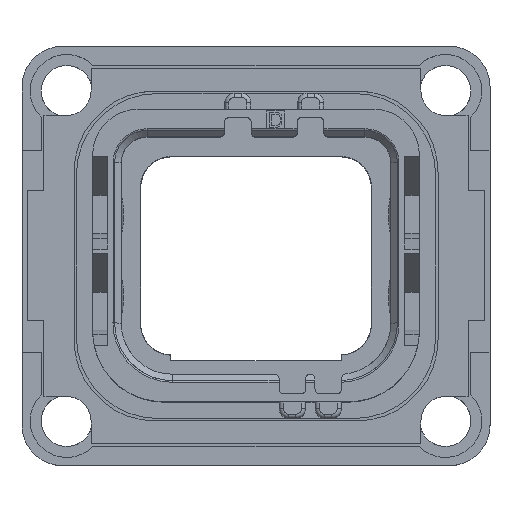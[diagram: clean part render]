
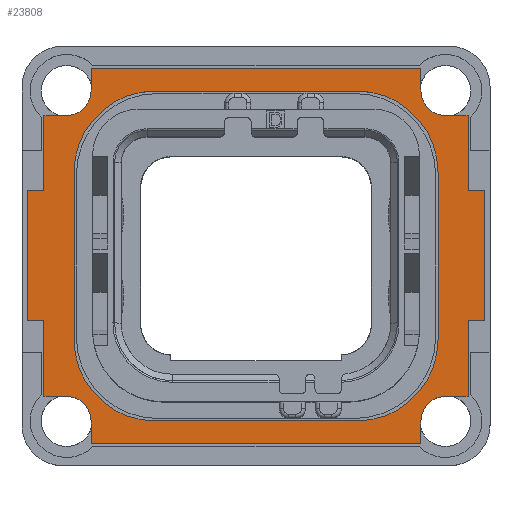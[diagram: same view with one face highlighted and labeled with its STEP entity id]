
A CAD part, top view. The second image highlights one B-rep face of the part: STEP entity #23808.
In plain terms, the highlighted planar face has unit normal (0, 0, 1).
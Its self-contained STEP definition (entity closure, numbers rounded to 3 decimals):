
#685=DIRECTION('',(0.,-1.,0.));
#686=VECTOR('',#685,4.65);
#687=CARTESIAN_POINT('',(-13.05,-4.,2.31));
#688=LINE('',#687,#686);
#689=DIRECTION('',(1.,0.,0.));
#690=VECTOR('',#689,1.);
#691=CARTESIAN_POINT('',(-14.05,-4.,2.31));
#692=LINE('',#691,#690);
#693=DIRECTION('',(0.,-1.,0.));
#694=VECTOR('',#693,8.);
#695=CARTESIAN_POINT('',(-14.05,4.,2.31));
#696=LINE('',#695,#694);
#697=DIRECTION('',(-1.,0.,0.));
#698=VECTOR('',#697,1.);
#699=CARTESIAN_POINT('',(-13.05,4.,2.31));
#700=LINE('',#699,#698);
#701=DIRECTION('',(0.,-1.,0.));
#702=VECTOR('',#701,4.65);
#703=CARTESIAN_POINT('',(-13.05,8.65,2.31));
#704=LINE('',#703,#702);
#705=DIRECTION('',(1.,0.,0.));
#706=VECTOR('',#705,1.4);
#707=CARTESIAN_POINT('',(-13.05,8.65,2.31));
#708=LINE('',#707,#706);
#709=CARTESIAN_POINT('',(-11.65,10.15,2.31));
#710=DIRECTION('',(0.,0.,1.));
#711=DIRECTION('',(0.,-1.,0.));
#712=AXIS2_PLACEMENT_3D('',#709,#710,#711);
#714=DIRECTION('',(0.,-1.,0.));
#715=VECTOR('',#714,1.4);
#716=CARTESIAN_POINT('',(-10.15,11.55,2.31));
#717=LINE('',#716,#715);
#718=DIRECTION('',(-1.,0.,0.));
#719=VECTOR('',#718,20.3);
#720=CARTESIAN_POINT('',(10.15,11.55,2.31));
#721=LINE('',#720,#719);
#722=DIRECTION('',(0.,-1.,0.));
#723=VECTOR('',#722,1.4);
#724=CARTESIAN_POINT('',(10.15,11.55,2.31));
#725=LINE('',#724,#723);
#726=CARTESIAN_POINT('',(11.65,10.15,2.31));
#727=DIRECTION('',(0.,0.,1.));
#728=DIRECTION('',(-1.,0.,0.));
#729=AXIS2_PLACEMENT_3D('',#726,#727,#728);
#731=DIRECTION('',(-1.,0.,0.));
#732=VECTOR('',#731,1.4);
#733=CARTESIAN_POINT('',(13.05,8.65,2.31));
#734=LINE('',#733,#732);
#735=DIRECTION('',(0.,1.,0.));
#736=VECTOR('',#735,4.65);
#737=CARTESIAN_POINT('',(13.05,4.,2.31));
#738=LINE('',#737,#736);
#739=DIRECTION('',(-1.,0.,0.));
#740=VECTOR('',#739,1.);
#741=CARTESIAN_POINT('',(14.05,4.,2.31));
#742=LINE('',#741,#740);
#743=DIRECTION('',(0.,1.,0.));
#744=VECTOR('',#743,8.);
#745=CARTESIAN_POINT('',(14.05,-4.,2.31));
#746=LINE('',#745,#744);
#747=DIRECTION('',(1.,0.,0.));
#748=VECTOR('',#747,1.);
#749=CARTESIAN_POINT('',(13.05,-4.,2.31));
#750=LINE('',#749,#748);
#751=DIRECTION('',(0.,1.,0.));
#752=VECTOR('',#751,4.65);
#753=CARTESIAN_POINT('',(13.05,-8.65,2.31));
#754=LINE('',#753,#752);
#755=DIRECTION('',(-1.,0.,0.));
#756=VECTOR('',#755,1.4);
#757=CARTESIAN_POINT('',(13.05,-8.65,2.31));
#758=LINE('',#757,#756);
#759=CARTESIAN_POINT('',(11.65,-10.15,2.31));
#760=DIRECTION('',(0.,0.,1.));
#761=DIRECTION('',(0.,1.,0.));
#762=AXIS2_PLACEMENT_3D('',#759,#760,#761);
#764=DIRECTION('',(0.,1.,0.));
#765=VECTOR('',#764,1.4);
#766=CARTESIAN_POINT('',(10.15,-11.55,2.31));
#767=LINE('',#766,#765);
#768=DIRECTION('',(1.,0.,0.));
#769=VECTOR('',#768,20.3);
#770=CARTESIAN_POINT('',(-10.15,-11.55,2.31));
#771=LINE('',#770,#769);
#772=DIRECTION('',(0.,1.,0.));
#773=VECTOR('',#772,1.4);
#774=CARTESIAN_POINT('',(-10.15,-11.55,2.31));
#775=LINE('',#774,#773);
#776=CARTESIAN_POINT('',(-11.65,-10.15,2.31));
#777=DIRECTION('',(0.,0.,1.));
#778=DIRECTION('',(1.,0.,0.));
#779=AXIS2_PLACEMENT_3D('',#776,#777,#778);
#781=DIRECTION('',(1.,0.,0.));
#782=VECTOR('',#781,1.4);
#783=CARTESIAN_POINT('',(-13.05,-8.65,2.31));
#784=LINE('',#783,#782);
#785=DIRECTION('',(0.,-1.,0.));
#786=VECTOR('',#785,10.3);
#787=CARTESIAN_POINT('',(11.2,5.15,2.31));
#788=LINE('',#787,#786);
#789=DIRECTION('',(1.,0.,0.));
#790=VECTOR('',#789,12.4);
#791=CARTESIAN_POINT('',(-6.2,10.15,2.31));
#792=LINE('',#791,#790);
#793=DIRECTION('',(0.,1.,0.));
#794=VECTOR('',#793,10.3);
#795=CARTESIAN_POINT('',(-11.2,-5.15,2.31));
#796=LINE('',#795,#794);
#797=DIRECTION('',(-1.,0.,0.));
#798=VECTOR('',#797,12.4);
#799=CARTESIAN_POINT('',(6.2,-10.15,2.31));
#800=LINE('',#799,#798);
#905=CARTESIAN_POINT('',(-6.2,-5.15,2.31));
#906=DIRECTION('',(0.,0.,-1.));
#907=DIRECTION('',(0.,-1.,0.));
#908=AXIS2_PLACEMENT_3D('',#905,#906,#907);
#918=CARTESIAN_POINT('',(6.2,-5.15,2.31));
#919=DIRECTION('',(0.,0.,-1.));
#920=DIRECTION('',(1.,0.,0.));
#921=AXIS2_PLACEMENT_3D('',#918,#919,#920);
#923=CARTESIAN_POINT('',(-6.2,5.15,2.31));
#924=DIRECTION('',(0.,0.,-1.));
#925=DIRECTION('',(-1.,0.,0.));
#926=AXIS2_PLACEMENT_3D('',#923,#924,#925);
#936=CARTESIAN_POINT('',(6.2,5.15,2.31));
#937=DIRECTION('',(0.,0.,-1.));
#938=DIRECTION('',(0.,1.,0.));
#939=AXIS2_PLACEMENT_3D('',#936,#937,#938);
#22603=CARTESIAN_POINT('',(-11.2,-5.15,2.31));
#22604=CARTESIAN_POINT('',(-11.2,5.15,2.31));
#22605=VERTEX_POINT('',#22603);
#22606=VERTEX_POINT('',#22604);
#22607=CARTESIAN_POINT('',(-6.2,10.15,2.31));
#22608=CARTESIAN_POINT('',(6.2,10.15,2.31));
#22609=VERTEX_POINT('',#22607);
#22610=VERTEX_POINT('',#22608);
#22611=CARTESIAN_POINT('',(11.2,5.15,2.31));
#22612=CARTESIAN_POINT('',(11.2,-5.15,2.31));
#22613=VERTEX_POINT('',#22611);
#22614=VERTEX_POINT('',#22612);
#22615=CARTESIAN_POINT('',(6.2,-10.15,2.31));
#22616=CARTESIAN_POINT('',(-6.2,-10.15,2.31));
#22617=VERTEX_POINT('',#22615);
#22618=VERTEX_POINT('',#22616);
#22635=CARTESIAN_POINT('',(10.15,10.15,2.31));
#22636=CARTESIAN_POINT('',(11.65,8.65,2.31));
#22637=VERTEX_POINT('',#22635);
#22638=VERTEX_POINT('',#22636);
#22639=CARTESIAN_POINT('',(13.05,8.65,2.31));
#22640=VERTEX_POINT('',#22639);
#22641=CARTESIAN_POINT('',(10.15,11.55,2.31));
#22642=VERTEX_POINT('',#22641);
#22643=CARTESIAN_POINT('',(11.65,-8.65,2.31));
#22644=CARTESIAN_POINT('',(10.15,-10.15,2.31));
#22645=VERTEX_POINT('',#22643);
#22646=VERTEX_POINT('',#22644);
#22647=CARTESIAN_POINT('',(10.15,-11.55,2.31));
#22648=VERTEX_POINT('',#22647);
#22649=CARTESIAN_POINT('',(13.05,-8.65,2.31));
#22650=VERTEX_POINT('',#22649);
#22651=CARTESIAN_POINT('',(-10.15,-10.15,2.31));
#22652=CARTESIAN_POINT('',(-11.65,-8.65,2.31));
#22653=VERTEX_POINT('',#22651);
#22654=VERTEX_POINT('',#22652);
#22655=CARTESIAN_POINT('',(-13.05,-8.65,2.31));
#22656=VERTEX_POINT('',#22655);
#22657=CARTESIAN_POINT('',(-10.15,-11.55,2.31));
#22658=VERTEX_POINT('',#22657);
#22659=CARTESIAN_POINT('',(-10.15,11.55,2.31));
#22660=CARTESIAN_POINT('',(-10.15,10.15,2.31));
#22661=VERTEX_POINT('',#22659);
#22662=VERTEX_POINT('',#22660);
#22663=CARTESIAN_POINT('',(-13.05,8.65,2.31));
#22664=CARTESIAN_POINT('',(-11.65,8.65,2.31));
#22665=VERTEX_POINT('',#22663);
#22666=VERTEX_POINT('',#22664);
#22667=CARTESIAN_POINT('',(14.05,-4.,2.31));
#22668=CARTESIAN_POINT('',(14.05,4.,2.31));
#22669=VERTEX_POINT('',#22667);
#22670=VERTEX_POINT('',#22668);
#22671=CARTESIAN_POINT('',(-14.05,4.,2.31));
#22672=CARTESIAN_POINT('',(-14.05,-4.,2.31));
#22673=VERTEX_POINT('',#22671);
#22674=VERTEX_POINT('',#22672);
#22675=CARTESIAN_POINT('',(13.05,-4.,2.31));
#22676=VERTEX_POINT('',#22675);
#22677=CARTESIAN_POINT('',(13.05,4.,2.31));
#22678=VERTEX_POINT('',#22677);
#22679=CARTESIAN_POINT('',(-13.05,4.,2.31));
#22680=VERTEX_POINT('',#22679);
#22681=CARTESIAN_POINT('',(-13.05,-4.,2.31));
#22682=VERTEX_POINT('',#22681);
#23755=CARTESIAN_POINT('',(0.,0.,2.31));
#23756=DIRECTION('',(0.,0.,1.));
#23757=DIRECTION('',(1.,0.,0.));
#23758=AXIS2_PLACEMENT_3D('',#23755,#23756,#23757);
#23759=PLANE('',#23758);
#23760=ORIENTED_EDGE('',*,*,#23379,.F.);
#23761=ORIENTED_EDGE('',*,*,#23393,.F.);
#23762=ORIENTED_EDGE('',*,*,#23407,.F.);
#23763=ORIENTED_EDGE('',*,*,#23421,.F.);
#23764=ORIENTED_EDGE('',*,*,#23435,.F.);
#23765=ORIENTED_EDGE('',*,*,#23451,.T.);
#23767=ORIENTED_EDGE('',*,*,#23766,.T.);
#23768=ORIENTED_EDGE('',*,*,#23510,.F.);
#23769=ORIENTED_EDGE('',*,*,#23526,.F.);
#23770=ORIENTED_EDGE('',*,*,#23542,.T.);
#23772=ORIENTED_EDGE('',*,*,#23771,.T.);
#23773=ORIENTED_EDGE('',*,*,#23601,.F.);
#23774=ORIENTED_EDGE('',*,*,#23617,.F.);
#23775=ORIENTED_EDGE('',*,*,#23631,.F.);
#23776=ORIENTED_EDGE('',*,*,#23645,.F.);
#23777=ORIENTED_EDGE('',*,*,#23659,.F.);
#23778=ORIENTED_EDGE('',*,*,#23673,.F.);
#23779=ORIENTED_EDGE('',*,*,#23689,.T.);
#23781=ORIENTED_EDGE('',*,*,#23780,.T.);
#23782=ORIENTED_EDGE('',*,*,#23747,.F.);
#23783=ORIENTED_EDGE('',*,*,#23287,.F.);
#23784=ORIENTED_EDGE('',*,*,#23304,.T.);
#23786=ORIENTED_EDGE('',*,*,#23785,.T.);
#23787=ORIENTED_EDGE('',*,*,#23363,.F.);
#23788=EDGE_LOOP('',(#23760,#23761,#23762,#23763,#23764,#23765,#23767,#23768,
#23769,#23770,#23772,#23773,#23774,#23775,#23776,#23777,#23778,#23779,#23781,
#23782,#23783,#23784,#23786,#23787));
#23789=FACE_OUTER_BOUND('',#23788,.F.);
#23791=ORIENTED_EDGE('',*,*,#23790,.F.);
#23793=ORIENTED_EDGE('',*,*,#23792,.F.);
#23795=ORIENTED_EDGE('',*,*,#23794,.F.);
#23797=ORIENTED_EDGE('',*,*,#23796,.F.);
#23799=ORIENTED_EDGE('',*,*,#23798,.F.);
#23801=ORIENTED_EDGE('',*,*,#23800,.F.);
#23803=ORIENTED_EDGE('',*,*,#23802,.F.);
#23805=ORIENTED_EDGE('',*,*,#23804,.F.);
#23806=EDGE_LOOP('',(#23791,#23793,#23795,#23797,#23799,#23801,#23803,#23805));
#23807=FACE_BOUND('',#23806,.F.);
#23808=ADVANCED_FACE('',(#23789,#23807),#23759,.T.);
#713=CIRCLE('',#712,1.5);
#730=CIRCLE('',#729,1.5);
#763=CIRCLE('',#762,1.5);
#780=CIRCLE('',#779,1.5);
#909=CIRCLE('',#908,5.);
#922=CIRCLE('',#921,5.);
#927=CIRCLE('',#926,5.);
#940=CIRCLE('',#939,5.);
#23287=EDGE_CURVE('',#22658,#22648,#771,.T.);
#23304=EDGE_CURVE('',#22658,#22653,#775,.T.);
#23363=EDGE_CURVE('',#22656,#22654,#784,.T.);
#23379=EDGE_CURVE('',#22682,#22656,#688,.T.);
#23393=EDGE_CURVE('',#22674,#22682,#692,.T.);
#23407=EDGE_CURVE('',#22673,#22674,#696,.T.);
#23421=EDGE_CURVE('',#22680,#22673,#700,.T.);
#23435=EDGE_CURVE('',#22665,#22680,#704,.T.);
#23451=EDGE_CURVE('',#22665,#22666,#708,.T.);
#23510=EDGE_CURVE('',#22661,#22662,#717,.T.);
#23526=EDGE_CURVE('',#22642,#22661,#721,.T.);
#23542=EDGE_CURVE('',#22642,#22637,#725,.T.);
#23601=EDGE_CURVE('',#22640,#22638,#734,.T.);
#23617=EDGE_CURVE('',#22678,#22640,#738,.T.);
#23631=EDGE_CURVE('',#22670,#22678,#742,.T.);
#23645=EDGE_CURVE('',#22669,#22670,#746,.T.);
#23659=EDGE_CURVE('',#22676,#22669,#750,.T.);
#23673=EDGE_CURVE('',#22650,#22676,#754,.T.);
#23689=EDGE_CURVE('',#22650,#22645,#758,.T.);
#23747=EDGE_CURVE('',#22648,#22646,#767,.T.);
#23766=EDGE_CURVE('',#22666,#22662,#713,.T.);
#23771=EDGE_CURVE('',#22637,#22638,#730,.T.);
#23780=EDGE_CURVE('',#22645,#22646,#763,.T.);
#23785=EDGE_CURVE('',#22653,#22654,#780,.T.);
#23790=EDGE_CURVE('',#22613,#22614,#788,.T.);
#23792=EDGE_CURVE('',#22610,#22613,#940,.T.);
#23794=EDGE_CURVE('',#22609,#22610,#792,.T.);
#23796=EDGE_CURVE('',#22606,#22609,#927,.T.);
#23798=EDGE_CURVE('',#22605,#22606,#796,.T.);
#23800=EDGE_CURVE('',#22618,#22605,#909,.T.);
#23802=EDGE_CURVE('',#22617,#22618,#800,.T.);
#23804=EDGE_CURVE('',#22614,#22617,#922,.T.);
